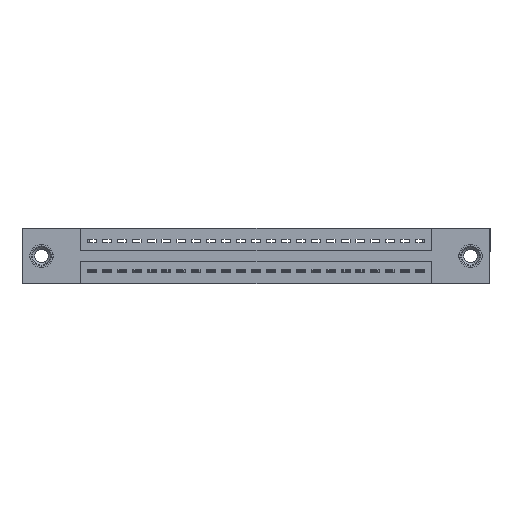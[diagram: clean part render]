
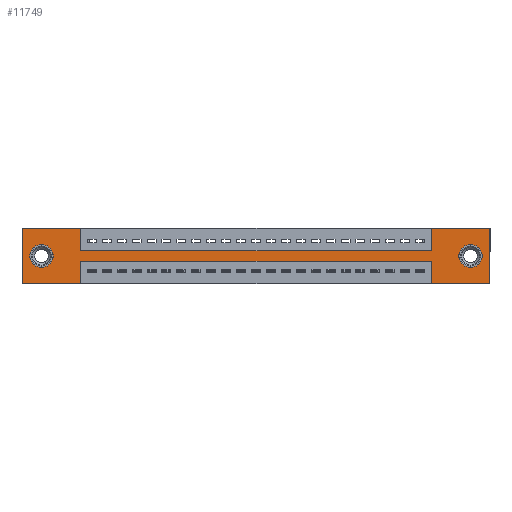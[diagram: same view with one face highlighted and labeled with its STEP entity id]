
A CAD part, front view. The second image highlights one B-rep face of the part: STEP entity #11749.
In plain terms, the highlighted planar face has unit normal (0, -1, 0).
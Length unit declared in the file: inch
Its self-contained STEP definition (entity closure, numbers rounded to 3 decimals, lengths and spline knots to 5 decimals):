
#105 = VECTOR ( 'NONE', #4394, 39.37008 ) ;
#178 = VERTEX_POINT ( 'NONE', #9707 ) ;
#248 = CARTESIAN_POINT ( 'NONE',  ( 3.005, 0., -0.185 ) ) ;
#258 = DIRECTION ( 'NONE',  ( 0., -1., 0. ) ) ;
#468 = ORIENTED_EDGE ( 'NONE', *, *, #19755, .F. ) ;
#475 = DIRECTION ( 'NONE',  ( -1., 0., 0. ) ) ;
#654 = ORIENTED_EDGE ( 'NONE', *, *, #17522, .F. ) ;
#757 = CIRCLE ( 'NONE', #17674, 0.078 ) ;
#798 = ORIENTED_EDGE ( 'NONE', *, *, #15777, .T. ) ;
#940 = DIRECTION ( 'NONE',  ( 1., 0., 0. ) ) ;
#1096 = VECTOR ( 'NONE', #475, 39.37008 ) ;
#1142 = ORIENTED_EDGE ( 'NONE', *, *, #7940, .F. ) ;
#1326 = VERTEX_POINT ( 'NONE', #16523 ) ;
#1357 = EDGE_CURVE ( 'NONE', #13336, #10645, #7555, .T. ) ;
#1364 = ORIENTED_EDGE ( 'NONE', *, *, #10509, .F. ) ;
#1368 = ORIENTED_EDGE ( 'NONE', *, *, #11718, .F. ) ;
#1376 = DIRECTION ( 'NONE',  ( 1., 0., 0. ) ) ;
#1640 = VECTOR ( 'NONE', #10123, 39.37008 ) ;
#1783 = VERTEX_POINT ( 'NONE', #16406 ) ;
#1846 = EDGE_CURVE ( 'NONE', #20581, #19840, #2236, .T. ) ;
#2140 = ORIENTED_EDGE ( 'NONE', *, *, #15127, .F. ) ;
#2236 = LINE ( 'NONE', #12208, #3565 ) ;
#2443 = VECTOR ( 'NONE', #5004, 39.37008 ) ;
#2515 = ORIENTED_EDGE ( 'NONE', *, *, #3223, .F. ) ;
#2606 = CARTESIAN_POINT ( 'NONE',  ( 0.3925, 0., 0. ) ) ;
#2682 = LINE ( 'NONE', #9201, #1096 ) ;
#3223 = EDGE_CURVE ( 'NONE', #7676, #1783, #15956, .T. ) ;
#3226 = CIRCLE ( 'NONE', #16225, 0.078 ) ;
#3288 = CARTESIAN_POINT ( 'NONE',  ( 0.13, 0., -0.185 ) ) ;
#3467 = EDGE_CURVE ( 'NONE', #19840, #11325, #6122, .T. ) ;
#3565 = VECTOR ( 'NONE', #19081, 39.37008 ) ;
#3752 = DIRECTION ( 'NONE',  ( 0., 0., -1. ) ) ;
#4287 = VECTOR ( 'NONE', #20524, 39.37008 ) ;
#4344 = CARTESIAN_POINT ( 'NONE',  ( 2.7425, 0., -0.15 ) ) ;
#4394 = DIRECTION ( 'NONE',  ( 1., 0., 0. ) ) ;
#4801 = CARTESIAN_POINT ( 'NONE',  ( 0., 0., 0. ) ) ;
#4958 = DIRECTION ( 'NONE',  ( 0., 1., 0. ) ) ;
#5004 = DIRECTION ( 'NONE',  ( 0., 0., -1. ) ) ;
#5081 = VERTEX_POINT ( 'NONE', #15454 ) ;
#5370 = DIRECTION ( 'NONE',  ( -1., 0., 0. ) ) ;
#5673 = VERTEX_POINT ( 'NONE', #19308 ) ;
#6122 = LINE ( 'NONE', #11236, #1640 ) ;
#6218 = ORIENTED_EDGE ( 'NONE', *, *, #14348, .F. ) ;
#6473 = DIRECTION ( 'NONE',  ( 0., 0., -1. ) ) ;
#6731 = CARTESIAN_POINT ( 'NONE',  ( 0.13, 0., -0.185 ) ) ;
#7543 = LINE ( 'NONE', #19209, #20477 ) ;
#7555 = LINE ( 'NONE', #19875, #12316 ) ;
#7676 = VERTEX_POINT ( 'NONE', #2606 ) ;
#7940 = EDGE_CURVE ( 'NONE', #178, #7676, #7543, .T. ) ;
#8162 = DIRECTION ( 'NONE',  ( 0., 0., -1. ) ) ;
#8398 = VERTEX_POINT ( 'NONE', #12933 ) ;
#8399 = CARTESIAN_POINT ( 'NONE',  ( 0.3925, 0., 0. ) ) ;
#8447 = CARTESIAN_POINT ( 'NONE',  ( 3.005, 0., -0.185 ) ) ;
#8569 = DIRECTION ( 'NONE',  ( 0., 0., 1. ) ) ;
#8751 = ORIENTED_EDGE ( 'NONE', *, *, #1357, .F. ) ;
#8827 = DIRECTION ( 'NONE',  ( 0., 0., 1. ) ) ;
#8912 = ORIENTED_EDGE ( 'NONE', *, *, #16188, .T. ) ;
#9045 = CARTESIAN_POINT ( 'NONE',  ( 0., 0., -0.37 ) ) ;
#9201 = CARTESIAN_POINT ( 'NONE',  ( 0.3925, 0., -0.22 ) ) ;
#9707 = CARTESIAN_POINT ( 'NONE',  ( 0., 0., 0. ) ) ;
#9765 = FACE_BOUND ( 'NONE', #13238, .T. ) ;
#9774 = DIRECTION ( 'NONE',  ( 0., 0., 1. ) ) ;
#9860 = ORIENTED_EDGE ( 'NONE', *, *, #3467, .F. ) ;
#10123 = DIRECTION ( 'NONE',  ( -1., 0., 0. ) ) ;
#10273 = VECTOR ( 'NONE', #5370, 39.37008 ) ;
#10431 = CARTESIAN_POINT ( 'NONE',  ( 0., 0., -0.37 ) ) ;
#10484 = CARTESIAN_POINT ( 'NONE',  ( 2.7425, 0., -0.37 ) ) ;
#10509 = EDGE_CURVE ( 'NONE', #5673, #14026, #2682, .T. ) ;
#10532 = FACE_OUTER_BOUND ( 'NONE', #18513, .T. ) ;
#10543 = LINE ( 'NONE', #4801, #19012 ) ;
#10645 = VERTEX_POINT ( 'NONE', #15800 ) ;
#10731 = ORIENTED_EDGE ( 'NONE', *, *, #11945, .T. ) ;
#10811 = CIRCLE ( 'NONE', #12282, 0.078 ) ;
#11236 = CARTESIAN_POINT ( 'NONE',  ( 0., 0., -0.37 ) ) ;
#11237 = CARTESIAN_POINT ( 'NONE',  ( 3.135, 0., 0. ) ) ;
#11325 = VERTEX_POINT ( 'NONE', #20683 ) ;
#11495 = VERTEX_POINT ( 'NONE', #15919 ) ;
#11587 = EDGE_CURVE ( 'NONE', #1326, #8398, #10811, .T. ) ;
#11718 = EDGE_CURVE ( 'NONE', #14026, #11495, #13437, .T. ) ;
#11749 = ADVANCED_FACE ( 'NONE', ( #9765, #18998, #10532 ), #17213, .T. ) ;
#11909 = ORIENTED_EDGE ( 'NONE', *, *, #11587, .T. ) ;
#11945 = EDGE_CURVE ( 'NONE', #5081, #15618, #757, .T. ) ;
#11963 = EDGE_LOOP ( 'NONE', ( #11909, #8912 ) ) ;
#12054 = CARTESIAN_POINT ( 'NONE',  ( 0., 0., 0. ) ) ;
#12208 = CARTESIAN_POINT ( 'NONE',  ( 3.135, 0., 0. ) ) ;
#12282 = AXIS2_PLACEMENT_3D ( 'NONE', #6731, #13609, #8569 ) ;
#12316 = VECTOR ( 'NONE', #9774, 39.37008 ) ;
#12429 = AXIS2_PLACEMENT_3D ( 'NONE', #9045, #258, #3752 ) ;
#12455 = EDGE_CURVE ( 'NONE', #11325, #5673, #16658, .T. ) ;
#12697 = CARTESIAN_POINT ( 'NONE',  ( 0.3925, 0., -0.15 ) ) ;
#12933 = CARTESIAN_POINT ( 'NONE',  ( 0.13, 0., -0.263 ) ) ;
#13194 = VECTOR ( 'NONE', #8827, 39.37008 ) ;
#13204 = DIRECTION ( 'NONE',  ( 0., 1., 0. ) ) ;
#13238 = EDGE_LOOP ( 'NONE', ( #10731, #798 ) ) ;
#13265 = ORIENTED_EDGE ( 'NONE', *, *, #1846, .F. ) ;
#13336 = VERTEX_POINT ( 'NONE', #4344 ) ;
#13437 = LINE ( 'NONE', #16638, #18247 ) ;
#13445 = LINE ( 'NONE', #10431, #10273 ) ;
#13609 = DIRECTION ( 'NONE',  ( 0., 1., 0. ) ) ;
#13921 = CARTESIAN_POINT ( 'NONE',  ( 3.135, 0., -0.37 ) ) ;
#14012 = DIRECTION ( 'NONE',  ( 0., 1., 0. ) ) ;
#14026 = VERTEX_POINT ( 'NONE', #20358 ) ;
#14348 = EDGE_CURVE ( 'NONE', #1783, #13336, #21740, .T. ) ;
#15127 = EDGE_CURVE ( 'NONE', #19891, #178, #17823, .T. ) ;
#15454 = CARTESIAN_POINT ( 'NONE',  ( 3.005, 0., -0.107 ) ) ;
#15618 = VERTEX_POINT ( 'NONE', #18841 ) ;
#15777 = EDGE_CURVE ( 'NONE', #15618, #5081, #19889, .T. ) ;
#15800 = CARTESIAN_POINT ( 'NONE',  ( 2.7425, 0., 0. ) ) ;
#15919 = CARTESIAN_POINT ( 'NONE',  ( 0.3925, 0., -0.37 ) ) ;
#15920 = AXIS2_PLACEMENT_3D ( 'NONE', #8447, #13204, #8162 ) ;
#15956 = LINE ( 'NONE', #8399, #2443 ) ;
#16188 = EDGE_CURVE ( 'NONE', #8398, #1326, #3226, .T. ) ;
#16225 = AXIS2_PLACEMENT_3D ( 'NONE', #3288, #4958, #21826 ) ;
#16406 = CARTESIAN_POINT ( 'NONE',  ( 0.3925, 0., -0.15 ) ) ;
#16523 = CARTESIAN_POINT ( 'NONE',  ( 0.13, 0., -0.107 ) ) ;
#16638 = CARTESIAN_POINT ( 'NONE',  ( 0.3925, 0., -0.37 ) ) ;
#16658 = LINE ( 'NONE', #10484, #13194 ) ;
#17213 = PLANE ( 'NONE',  #12429 ) ;
#17522 = EDGE_CURVE ( 'NONE', #11495, #19891, #13445, .T. ) ;
#17596 = ORIENTED_EDGE ( 'NONE', *, *, #12455, .F. ) ;
#17674 = AXIS2_PLACEMENT_3D ( 'NONE', #248, #14012, #19041 ) ;
#17823 = LINE ( 'NONE', #12054, #4287 ) ;
#18247 = VECTOR ( 'NONE', #6473, 39.37008 ) ;
#18513 = EDGE_LOOP ( 'NONE', ( #1368, #1364, #17596, #9860, #13265, #468, #8751, #6218, #2515, #1142, #2140, #654 ) ) ;
#18841 = CARTESIAN_POINT ( 'NONE',  ( 3.005, 0., -0.263 ) ) ;
#18998 = FACE_BOUND ( 'NONE', #11963, .T. ) ;
#19012 = VECTOR ( 'NONE', #1376, 39.37008 ) ;
#19041 = DIRECTION ( 'NONE',  ( 0., 0., -1. ) ) ;
#19081 = DIRECTION ( 'NONE',  ( 0., 0., -1. ) ) ;
#19092 = CARTESIAN_POINT ( 'NONE',  ( 0., 0., -0.37 ) ) ;
#19209 = CARTESIAN_POINT ( 'NONE',  ( 0., 0., 0. ) ) ;
#19308 = CARTESIAN_POINT ( 'NONE',  ( 2.7425, 0., -0.22 ) ) ;
#19755 = EDGE_CURVE ( 'NONE', #10645, #20581, #10543, .T. ) ;
#19840 = VERTEX_POINT ( 'NONE', #13921 ) ;
#19875 = CARTESIAN_POINT ( 'NONE',  ( 2.7425, 0., 0. ) ) ;
#19889 = CIRCLE ( 'NONE', #15920, 0.078 ) ;
#19891 = VERTEX_POINT ( 'NONE', #19092 ) ;
#20358 = CARTESIAN_POINT ( 'NONE',  ( 0.3925, 0., -0.22 ) ) ;
#20477 = VECTOR ( 'NONE', #940, 39.37008 ) ;
#20524 = DIRECTION ( 'NONE',  ( 0., 0., 1. ) ) ;
#20581 = VERTEX_POINT ( 'NONE', #11237 ) ;
#20683 = CARTESIAN_POINT ( 'NONE',  ( 2.7425, 0., -0.37 ) ) ;
#21740 = LINE ( 'NONE', #12697, #105 ) ;
#21826 = DIRECTION ( 'NONE',  ( 0., 0., 1. ) ) ;
